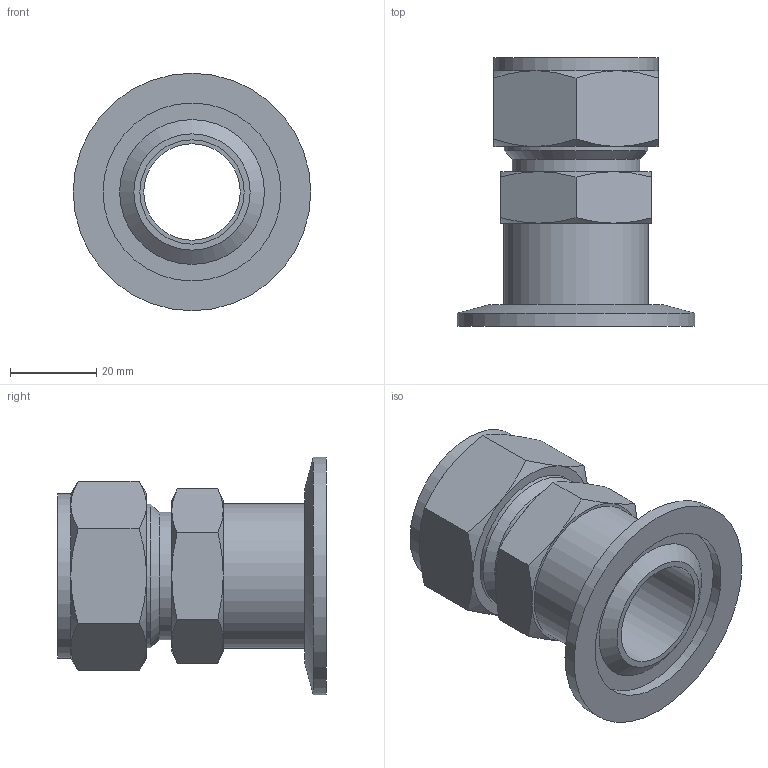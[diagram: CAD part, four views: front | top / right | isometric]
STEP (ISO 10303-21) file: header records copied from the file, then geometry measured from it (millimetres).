
FILE_DESCRIPTION(/* description */ (''),/* implementation_level */ '2;1');
FILE_NAME(/* name */ 'FL-SWG100-40KF.stp',/* time_stamp */ '2019-02-27T15:36:27+00:00',/* author */ ('paul'),/* organization */ (''),/* preprocessor_version */ 'ST-DEVELOPER v17.2',/* originating_system */ 'Autodesk Inventor 2019',/* authorisation */ '');
FILE_SCHEMA (('AUTOMOTIVE_DESIGN { 1 0 10303 214 3 1 1 }'));
Length unit declared in the file: millimetre
Products named in the file (3): FL-SWG100-40KF; FL-40KF; SS-1610-1-16W
Assembly tree (2 placements, depth 2):
  FL-SWG100-40KF
    FL-40KF
    SS-1610-1-16W
Bounding box: 55 x 62.23 x 55 mm (x, y, z)
Volume: 38641.1 mm3; surface area: 18104.8 mm2
Topology: 2 solids, 2 shells, 59 faces, 124 edges, 75 vertices
Faces by surface type: cone 27, plane 22, cylinder 10
Full cylindrical faces by diameter (mm): 22.352 x1, 24.13 x1, 25.4 x1, 29.558 x1, 33.337 x1, 33.528 x2, 38.1 x1, 41.2 x1, 55 x1
Entity records: 1648 total; most frequent: CARTESIAN_POINT 359, DIRECTION 255, ORIENTED_EDGE 248, EDGE_CURVE 124, AXIS2_PLACEMENT_3D 115, VERTEX_POINT 75, EDGE_LOOP 69, FACE_OUTER_BOUND 59
